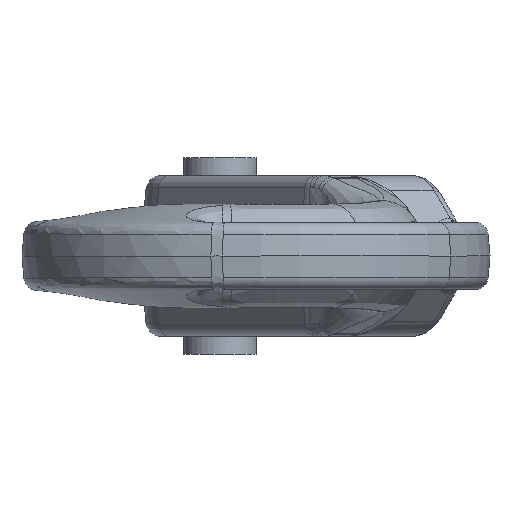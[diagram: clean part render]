
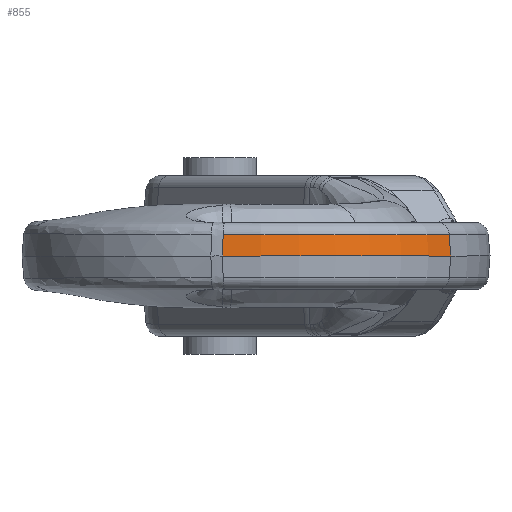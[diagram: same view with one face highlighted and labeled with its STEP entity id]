
A CAD part, front view. The second image highlights one B-rep face of the part: STEP entity #855.
In plain terms, the highlighted conical face has half-angle 5 degrees and reference radius 35.172 mm.
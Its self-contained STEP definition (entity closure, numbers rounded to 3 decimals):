
#855=ADVANCED_FACE('',(#2153),#2154,.T.);
#2153=FACE_OUTER_BOUND('',#5854,.T.);
#2154=CONICAL_SURFACE('',#5855,35.172,0.087);
#5854=EDGE_LOOP('',(#26646,#26647,#26648,#26649));
#5855=AXIS2_PLACEMENT_3D('',#26650,#26651,#26652);
#26646=ORIENTED_EDGE('',*,*,#30589,.F.);
#26647=ORIENTED_EDGE('',*,*,#30583,.T.);
#26648=ORIENTED_EDGE('',*,*,#30590,.F.);
#26649=ORIENTED_EDGE('',*,*,#30569,.F.);
#26650=CARTESIAN_POINT('',(4.572,-2.954,0.));
#26651=DIRECTION('',(-0.0,-0.0,-1.0));
#26652=DIRECTION('',(-1.0,0.0,0.0));
#30569=EDGE_CURVE('',#32824,#32826,#32827,.T.);
#30583=EDGE_CURVE('',#32552,#32841,#32845,.T.);
#30589=EDGE_CURVE('',#32552,#32824,#32851,.T.);
#30590=EDGE_CURVE('',#32826,#32841,#32852,.T.);
#32552=VERTEX_POINT('',#35726);
#32824=VERTEX_POINT('',#38269);
#32826=VERTEX_POINT('',#38271);
#32827=B_SPLINE_CURVE_WITH_KNOTS('',3,(#38272,#38273,#38274,#38275,#38276,#38277,#38278,#38279,#38280,#38281,#38282,#38283,#38284,#38285,#38286,#38287,#38288,#38289,#38290,#38291,#38292,#38293,#38294,#38295,#38296,#38297,#38298,#38299,#38300,#38301,#38302,#38303,#38304,#38305,#38306,#38307,#38308,#38309,#38310,#38311,#38312,#38313,#38314),.UNSPECIFIED.,.F.,.F.,(4,3,3,3,3,3,3,3,3,3,3,3,3,3,4),(-1.0,-0.883,-0.824,-0.784,-0.781,-0.78,-0.779,-0.777,-0.766,-0.761,-0.76,-0.758,-0.751,-0.747,-0.744),.UNSPECIFIED.);
#32841=VERTEX_POINT('',#38685);
#32845=LINE('',#38689,#38690);
#32851=CIRCLE('',#38697,35.172);
#32852=CIRCLE('',#38698,34.886);
#35726=CARTESIAN_POINT('',(34.736,-21.042,0.));
#38269=CARTESIAN_POINT('',(0.,-37.828,0.));
#38271=CARTESIAN_POINT('',(0.037,-37.544,3.274));
#38272=CARTESIAN_POINT('',(0.,-37.828,0.));
#38273=CARTESIAN_POINT('',(0.006,-37.785,0.5));
#38274=CARTESIAN_POINT('',(0.011,-37.741,0.998));
#38275=CARTESIAN_POINT('',(0.017,-37.698,1.497));
#38276=CARTESIAN_POINT('',(0.02,-37.676,1.747));
#38277=CARTESIAN_POINT('',(0.023,-37.655,1.997));
#38278=CARTESIAN_POINT('',(0.026,-37.633,2.247));
#38279=CARTESIAN_POINT('',(0.028,-37.618,2.419));
#38280=CARTESIAN_POINT('',(0.029,-37.603,2.591));
#38281=CARTESIAN_POINT('',(0.031,-37.588,2.764));
#38282=CARTESIAN_POINT('',(0.032,-37.587,2.776));
#38283=CARTESIAN_POINT('',(0.032,-37.586,2.787));
#38284=CARTESIAN_POINT('',(0.032,-37.585,2.799));
#38285=CARTESIAN_POINT('',(0.032,-37.585,2.803));
#38286=CARTESIAN_POINT('',(0.032,-37.585,2.807));
#38287=CARTESIAN_POINT('',(0.032,-37.584,2.811));
#38288=CARTESIAN_POINT('',(0.032,-37.584,2.815));
#38289=CARTESIAN_POINT('',(0.032,-37.583,2.819));
#38290=CARTESIAN_POINT('',(0.032,-37.583,2.823));
#38291=CARTESIAN_POINT('',(0.032,-37.582,2.835));
#38292=CARTESIAN_POINT('',(0.032,-37.581,2.846));
#38293=CARTESIAN_POINT('',(0.033,-37.58,2.858));
#38294=CARTESIAN_POINT('',(0.033,-37.576,2.905));
#38295=CARTESIAN_POINT('',(0.034,-37.572,2.952));
#38296=CARTESIAN_POINT('',(0.034,-37.568,3.));
#38297=CARTESIAN_POINT('',(0.034,-37.566,3.02));
#38298=CARTESIAN_POINT('',(0.035,-37.564,3.04));
#38299=CARTESIAN_POINT('',(0.035,-37.562,3.06));
#38300=CARTESIAN_POINT('',(0.035,-37.562,3.064));
#38301=CARTESIAN_POINT('',(0.035,-37.562,3.067));
#38302=CARTESIAN_POINT('',(0.035,-37.562,3.071));
#38303=CARTESIAN_POINT('',(0.035,-37.561,3.078));
#38304=CARTESIAN_POINT('',(0.035,-37.56,3.086));
#38305=CARTESIAN_POINT('',(0.035,-37.56,3.094));
#38306=CARTESIAN_POINT('',(0.036,-37.557,3.126));
#38307=CARTESIAN_POINT('',(0.036,-37.554,3.157));
#38308=CARTESIAN_POINT('',(0.036,-37.551,3.189));
#38309=CARTESIAN_POINT('',(0.036,-37.55,3.204));
#38310=CARTESIAN_POINT('',(0.037,-37.549,3.22));
#38311=CARTESIAN_POINT('',(0.037,-37.547,3.236));
#38312=CARTESIAN_POINT('',(0.037,-37.546,3.249));
#38313=CARTESIAN_POINT('',(0.037,-37.545,3.262));
#38314=CARTESIAN_POINT('',(0.037,-37.544,3.274));
#38685=CARTESIAN_POINT('',(34.491,-20.895,3.274));
#38689=CARTESIAN_POINT('',(34.736,-21.042,0.));
#38690=VECTOR('',#49827,3.287);
#38697=AXIS2_PLACEMENT_3D('',#49832,#49833,#49834);
#38698=AXIS2_PLACEMENT_3D('',#49835,#49836,#49837);
#49827=DIRECTION('',(-0.075,0.045,0.996));
#49832=CARTESIAN_POINT('',(4.572,-2.954,0.));
#49833=DIRECTION('',(0.,0.,-1.0));
#49834=DIRECTION('',(-0.13,-0.992,0.));
#49835=CARTESIAN_POINT('',(4.572,-2.954,3.274));
#49836=DIRECTION('',(0.0,0.0,1.0));
#49837=DIRECTION('',(1.0,0.0,0.0));
